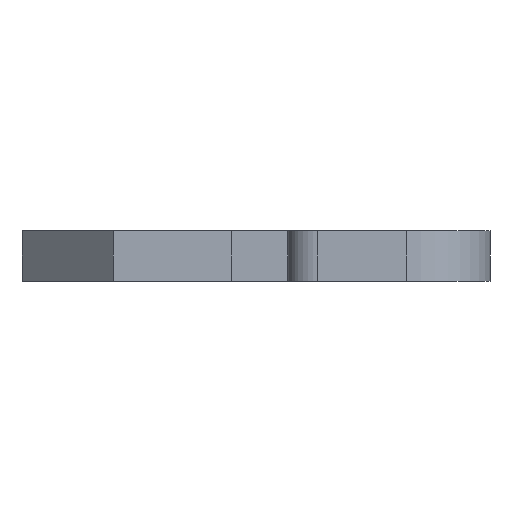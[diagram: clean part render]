
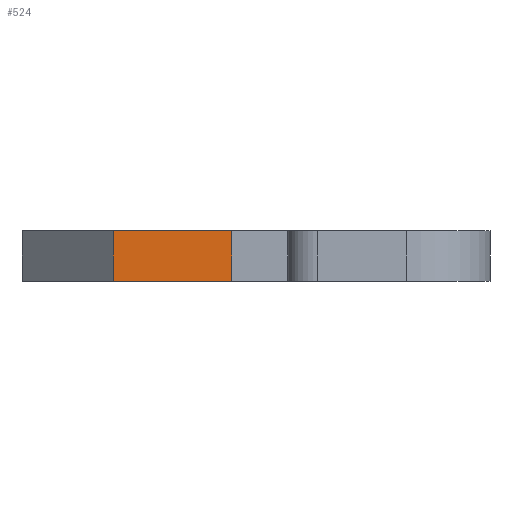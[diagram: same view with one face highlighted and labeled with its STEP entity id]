
A CAD part, left-side view. The second image highlights one B-rep face of the part: STEP entity #524.
In plain terms, the highlighted planar face has unit normal (-1, 0, 0).
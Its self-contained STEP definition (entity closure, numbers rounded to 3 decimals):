
#133=CARTESIAN_POINT('',(-20.0,-1.15,-0.5));
#134=VERTEX_POINT('',#133);
#141=CARTESIAN_POINT('',(-20.0,1.2,-0.5));
#142=VERTEX_POINT('',#141);
#143=CARTESIAN_POINT('',(-20.0,1.2,-0.5));
#144=DIRECTION('',(0.0,-1.0,0.0));
#145=VECTOR('',#144,2.35);
#146=LINE('',#143,#145);
#147=EDGE_CURVE('',#142,#134,#146,.T.);
#482=CARTESIAN_POINT('',(-20.0,-1.15,0.5));
#483=VERTEX_POINT('',#482);
#490=CARTESIAN_POINT('',(-20.0,-1.15,0.5));
#491=DIRECTION('',(0.0,0.0,-1.0));
#492=VECTOR('',#491,1.0);
#493=LINE('',#490,#492);
#494=EDGE_CURVE('',#483,#134,#493,.T.);
#501=CARTESIAN_POINT('',(-20.0,-1.15,0.0));
#502=DIRECTION('',(-1.0,0.0,0.0));
#503=DIRECTION('',(0.0,0.0,1.0));
#504=AXIS2_PLACEMENT_3D('',#501,#502,#503);
#505=PLANE('',#504);
#506=CARTESIAN_POINT('',(-20.0,1.2,0.5));
#507=VERTEX_POINT('',#506);
#508=CARTESIAN_POINT('',(-20.0,-1.15,0.5));
#509=DIRECTION('',(0.0,1.0,0.0));
#510=VECTOR('',#509,2.35);
#511=LINE('',#508,#510);
#512=EDGE_CURVE('',#483,#507,#511,.T.);
#513=ORIENTED_EDGE('',*,*,#512,.T.);
#514=CARTESIAN_POINT('',(-20.0,1.2,0.5));
#515=DIRECTION('',(0.0,0.0,-1.0));
#516=VECTOR('',#515,1.0);
#517=LINE('',#514,#516);
#518=EDGE_CURVE('',#507,#142,#517,.T.);
#519=ORIENTED_EDGE('',*,*,#518,.T.);
#520=ORIENTED_EDGE('',*,*,#147,.T.);
#521=ORIENTED_EDGE('',*,*,#494,.F.);
#522=EDGE_LOOP('',(#513,#519,#520,#521));
#523=FACE_OUTER_BOUND('',#522,.T.);
#524=ADVANCED_FACE('',(#523),#505,.T.);
